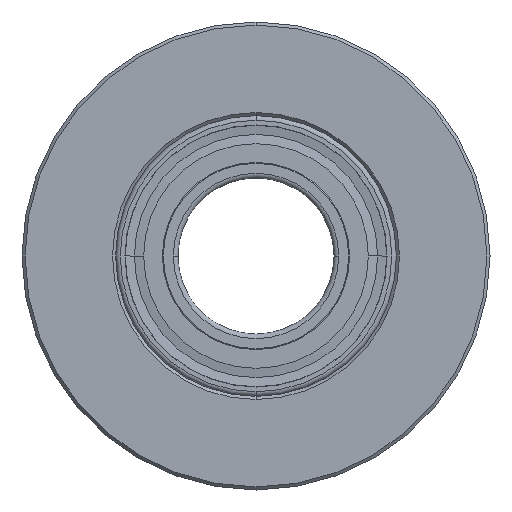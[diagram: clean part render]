
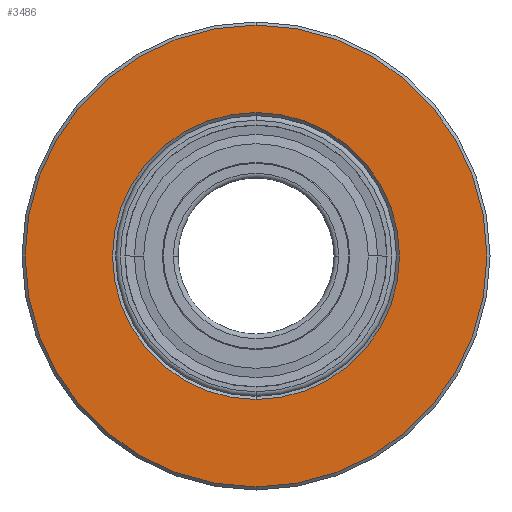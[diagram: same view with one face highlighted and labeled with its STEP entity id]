
A CAD part, front view. The second image highlights one B-rep face of the part: STEP entity #3486.
In plain terms, the highlighted planar face has unit normal (0, -1, 0).
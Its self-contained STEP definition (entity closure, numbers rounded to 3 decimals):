
#32 = DIRECTION ( 'NONE',  ( 0., 0., 1. ) ) ;
#899 = CIRCLE ( 'NONE', #1907, 7.4 ) ;
#901 = AXIS2_PLACEMENT_3D ( 'NONE', #2095, #2276, #6002 ) ;
#922 = VERTEX_POINT ( 'NONE', #1157 ) ;
#1050 = VERTEX_POINT ( 'NONE', #6170 ) ;
#1145 = FACE_OUTER_BOUND ( 'NONE', #5454, .T. ) ;
#1157 = CARTESIAN_POINT ( 'NONE',  ( 0., 0., 7.4 ) ) ;
#1439 = EDGE_LOOP ( 'NONE', ( #3060, #4202 ) ) ;
#1551 = CARTESIAN_POINT ( 'NONE',  ( 0., 0., 0. ) ) ;
#1635 = DIRECTION ( 'NONE',  ( 0., -1., 0. ) ) ;
#1907 = AXIS2_PLACEMENT_3D ( 'NONE', #1551, #2452, #4880 ) ;
#1933 = ORIENTED_EDGE ( 'NONE', *, *, #3062, .T. ) ;
#1977 = CARTESIAN_POINT ( 'NONE',  ( 0., 0., -4.6 ) ) ;
#2095 = CARTESIAN_POINT ( 'NONE',  ( 7.5, 0., 0. ) ) ;
#2131 = FACE_BOUND ( 'NONE', #1439, .T. ) ;
#2276 = DIRECTION ( 'NONE',  ( 0., 1., 0. ) ) ;
#2358 = ORIENTED_EDGE ( 'NONE', *, *, #3302, .T. ) ;
#2452 = DIRECTION ( 'NONE',  ( 0., -1., 0. ) ) ;
#2586 = CARTESIAN_POINT ( 'NONE',  ( 0., 0., 0. ) ) ;
#2886 = AXIS2_PLACEMENT_3D ( 'NONE', #3652, #4185, #6053 ) ;
#3060 = ORIENTED_EDGE ( 'NONE', *, *, #3928, .T. ) ;
#3062 = EDGE_CURVE ( 'NONE', #922, #1050, #5127, .T. ) ;
#3086 = CIRCLE ( 'NONE', #2886, 4.6 ) ;
#3091 = AXIS2_PLACEMENT_3D ( 'NONE', #2586, #4393, #32 ) ;
#3095 = DIRECTION ( 'NONE',  ( 0., 0., 1. ) ) ;
#3302 = EDGE_CURVE ( 'NONE', #1050, #922, #899, .T. ) ;
#3486 = ADVANCED_FACE ( 'NONE', ( #2131, #1145 ), #3751, .F. ) ;
#3652 = CARTESIAN_POINT ( 'NONE',  ( 0., 0., 0. ) ) ;
#3751 = PLANE ( 'NONE',  #901 ) ;
#3767 = CARTESIAN_POINT ( 'NONE',  ( 0., 0., 4.6 ) ) ;
#3928 = EDGE_CURVE ( 'NONE', #5166, #4940, #3086, .T. ) ;
#4185 = DIRECTION ( 'NONE',  ( 0., 1., 0. ) ) ;
#4202 = ORIENTED_EDGE ( 'NONE', *, *, #4306, .T. ) ;
#4306 = EDGE_CURVE ( 'NONE', #4940, #5166, #5826, .T. ) ;
#4393 = DIRECTION ( 'NONE',  ( 0., 1., 0. ) ) ;
#4880 = DIRECTION ( 'NONE',  ( 0., 0., 1. ) ) ;
#4940 = VERTEX_POINT ( 'NONE', #3767 ) ;
#5127 = CIRCLE ( 'NONE', #5958, 7.4 ) ;
#5139 = CARTESIAN_POINT ( 'NONE',  ( 0., 0., 0. ) ) ;
#5166 = VERTEX_POINT ( 'NONE', #1977 ) ;
#5454 = EDGE_LOOP ( 'NONE', ( #1933, #2358 ) ) ;
#5826 = CIRCLE ( 'NONE', #3091, 4.6 ) ;
#5958 = AXIS2_PLACEMENT_3D ( 'NONE', #5139, #1635, #3095 ) ;
#6002 = DIRECTION ( 'NONE',  ( 0., 0., 1. ) ) ;
#6053 = DIRECTION ( 'NONE',  ( 0., 0., 1. ) ) ;
#6170 = CARTESIAN_POINT ( 'NONE',  ( 0., 0., -7.4 ) ) ;
